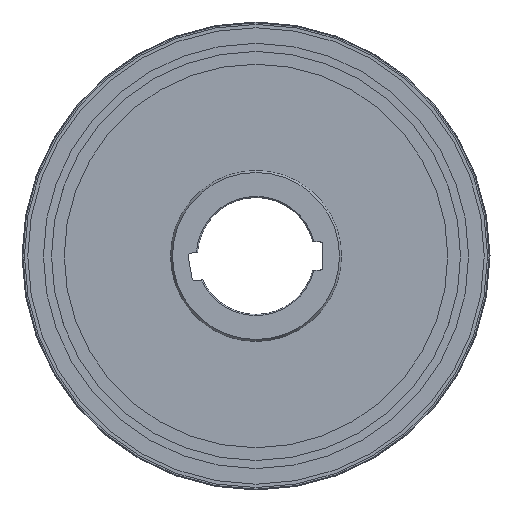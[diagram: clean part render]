
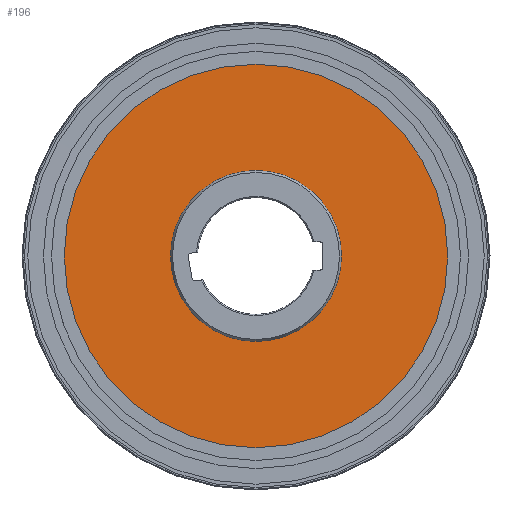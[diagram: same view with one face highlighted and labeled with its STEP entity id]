
A CAD part, top view. The second image highlights one B-rep face of the part: STEP entity #196.
In plain terms, the highlighted planar face has unit normal (0, 0, 1).
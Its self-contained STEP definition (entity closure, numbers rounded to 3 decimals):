
#32=PLANE('',#976);
#196=ADVANCED_FACE('',(#367,#368),#32,.F.);
#367=FACE_BOUND('',#461,.T.);
#368=FACE_BOUND('',#462,.T.);
#461=EDGE_LOOP('',(#586));
#462=EDGE_LOOP('',(#587));
#586=ORIENTED_EDGE('',*,*,#813,.F.);
#587=ORIENTED_EDGE('',*,*,#812,.T.);
#735=VERTEX_POINT('',#1552);
#736=VERTEX_POINT('',#1555);
#812=EDGE_CURVE('',#735,#735,#895,.T.);
#813=EDGE_CURVE('',#736,#736,#896,.T.);
#895=CIRCLE('',#973,36.577);
#896=CIRCLE('',#975,82.);
#973=AXIS2_PLACEMENT_3D('',#1551,#1170,#1171);
#975=AXIS2_PLACEMENT_3D('',#1554,#1174,#1175);
#976=AXIS2_PLACEMENT_3D('',#1556,#1176,#1177);
#1170=DIRECTION('',(0.,0.,-1.));
#1171=DIRECTION('',(0.,1.,0.));
#1174=DIRECTION('',(0.,0.,-1.));
#1175=DIRECTION('',(0.,1.,0.));
#1176=DIRECTION('',(0.,0.,-1.));
#1177=DIRECTION('',(0.,1.,0.));
#1551=CARTESIAN_POINT('',(0.,0.,5.5));
#1552=CARTESIAN_POINT('',(0.,36.577,5.5));
#1554=CARTESIAN_POINT('',(0.,0.,5.5));
#1555=CARTESIAN_POINT('',(0.,82.,5.5));
#1556=CARTESIAN_POINT('',(36.577,0.,5.5));
